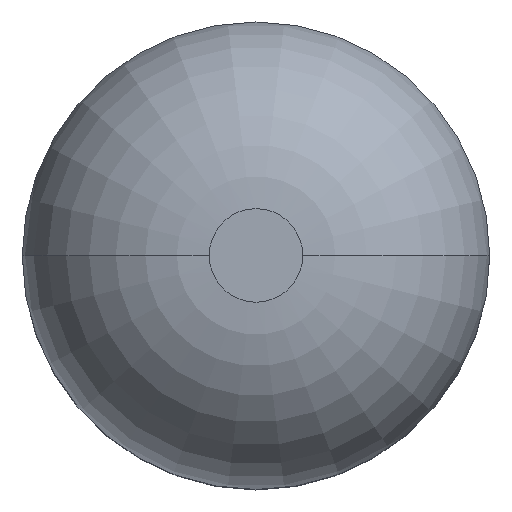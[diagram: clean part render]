
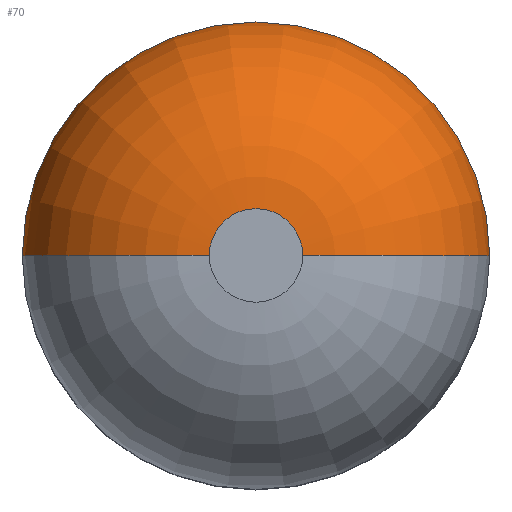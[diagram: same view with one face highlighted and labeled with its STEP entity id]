
A CAD part, top view. The second image highlights one B-rep face of the part: STEP entity #70.
In plain terms, the highlighted toroidal (fillet/blend) face has major radius 5 mm and minor radius 20 mm.
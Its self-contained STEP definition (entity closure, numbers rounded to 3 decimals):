
#3 = DIRECTION ( 'NONE',  ( 1., 0., 0. ) ) ;
#4 = ORIENTED_EDGE ( 'NONE', *, *, #173, .F. ) ;
#9 = CARTESIAN_POINT ( 'NONE',  ( 25., 0., 30. ) ) ;
#11 = EDGE_CURVE ( 'NONE', #273, #71, #296, .T. ) ;
#13 = DIRECTION ( 'NONE',  ( 0., 1., 0. ) ) ;
#14 = CARTESIAN_POINT ( 'NONE',  ( 0., 0., 30. ) ) ;
#15 = VERTEX_POINT ( 'NONE', #214 ) ;
#37 = DIRECTION ( 'NONE',  ( 0., 0., -1. ) ) ;
#47 = AXIS2_PLACEMENT_3D ( 'NONE', #153, #13, #195 ) ;
#57 = CARTESIAN_POINT ( 'NONE',  ( 5., 0., 30. ) ) ;
#62 = DIRECTION ( 'NONE',  ( 0., 0., 1. ) ) ;
#70 = ADVANCED_FACE ( 'NONE', ( #167 ), #233, .T. ) ;
#71 = VERTEX_POINT ( 'NONE', #9 ) ;
#81 = EDGE_LOOP ( 'NONE', ( #152, #206, #4, #257 ) ) ;
#83 = CIRCLE ( 'NONE', #47, 20. ) ;
#86 = CIRCLE ( 'NONE', #246, 5. ) ;
#102 = DIRECTION ( 'NONE',  ( 0., -1., 0. ) ) ;
#105 = DIRECTION ( 'NONE',  ( 1., 0., 0. ) ) ;
#110 = CARTESIAN_POINT ( 'NONE',  ( -5., 0., 50. ) ) ;
#111 = EDGE_CURVE ( 'NONE', #71, #15, #251, .T. ) ;
#124 = CARTESIAN_POINT ( 'NONE',  ( 0., 0., 30. ) ) ;
#129 = DIRECTION ( 'NONE',  ( 1., 0., 0. ) ) ;
#135 = CARTESIAN_POINT ( 'NONE',  ( -25., 0., 30. ) ) ;
#145 = VERTEX_POINT ( 'NONE', #110 ) ;
#147 = DIRECTION ( 'NONE',  ( 0., 0., -1. ) ) ;
#152 = ORIENTED_EDGE ( 'NONE', *, *, #11, .F. ) ;
#153 = CARTESIAN_POINT ( 'NONE',  ( -5., 0., 30. ) ) ;
#155 = AXIS2_PLACEMENT_3D ( 'NONE', #14, #37, #129 ) ;
#167 = FACE_OUTER_BOUND ( 'NONE', #81, .T. ) ;
#168 = EDGE_CURVE ( 'NONE', #273, #145, #83, .T. ) ;
#173 = EDGE_CURVE ( 'NONE', #15, #145, #86, .T. ) ;
#195 = DIRECTION ( 'NONE',  ( -1., 0., 0. ) ) ;
#203 = DIRECTION ( 'NONE',  ( 0., 0., 1. ) ) ;
#206 = ORIENTED_EDGE ( 'NONE', *, *, #168, .T. ) ;
#214 = CARTESIAN_POINT ( 'NONE',  ( 5., 0., 50. ) ) ;
#215 = AXIS2_PLACEMENT_3D ( 'NONE', #124, #203, #3 ) ;
#225 = AXIS2_PLACEMENT_3D ( 'NONE', #57, #102, #147 ) ;
#233 = TOROIDAL_SURFACE ( 'NONE', #215, 5., 20. ) ;
#246 = AXIS2_PLACEMENT_3D ( 'NONE', #292, #62, #105 ) ;
#251 = CIRCLE ( 'NONE', #225, 20. ) ;
#257 = ORIENTED_EDGE ( 'NONE', *, *, #111, .F. ) ;
#273 = VERTEX_POINT ( 'NONE', #135 ) ;
#292 = CARTESIAN_POINT ( 'NONE',  ( 0., 0., 50. ) ) ;
#296 = CIRCLE ( 'NONE', #155, 25. ) ;
